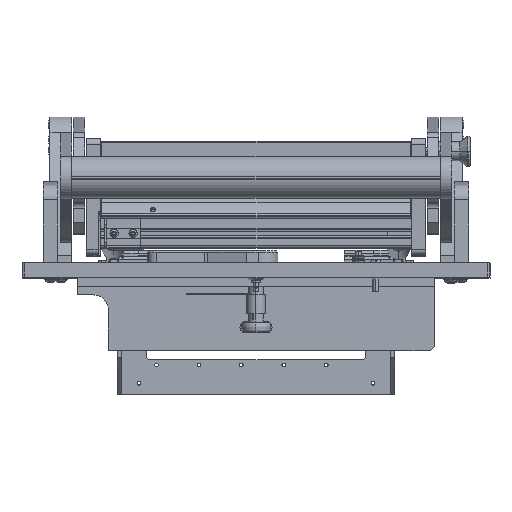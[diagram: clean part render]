
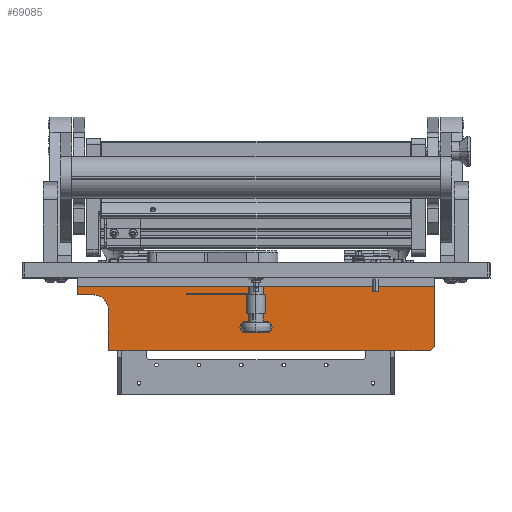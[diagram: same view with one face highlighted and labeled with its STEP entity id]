
A CAD part, top view. The second image highlights one B-rep face of the part: STEP entity #69085.
In plain terms, the highlighted face is planar.
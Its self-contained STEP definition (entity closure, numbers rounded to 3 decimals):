
#213 = LINE ( 'NONE', #55654, #57092 ) ;
#311 = ORIENTED_EDGE ( 'NONE', *, *, #654, .T. ) ;
#654 = EDGE_CURVE ( 'NONE', #29556, #24773, #61159, .T. ) ;
#1023 = LINE ( 'NONE', #19732, #6818 ) ;
#1157 = VECTOR ( 'NONE', #68302, 1000. ) ;
#2352 = ORIENTED_EDGE ( 'NONE', *, *, #30722, .T. ) ;
#4924 = CIRCLE ( 'NONE', #63072, 1.7 ) ;
#4950 = DIRECTION ( 'NONE',  ( 1., 0., 0. ) ) ;
#5121 = CIRCLE ( 'NONE', #15280, 1.7 ) ;
#5273 = DIRECTION ( 'NONE',  ( 1., 0., 0. ) ) ;
#6617 = EDGE_CURVE ( 'NONE', #29556, #60808, #27989, .T. ) ;
#6767 = ORIENTED_EDGE ( 'NONE', *, *, #18283, .T. ) ;
#6818 = VECTOR ( 'NONE', #56077, 1000. ) ;
#7015 = CARTESIAN_POINT ( 'NONE',  ( -6., -34., 7. ) ) ;
#7636 = DIRECTION ( 'NONE',  ( 0., 1., 0. ) ) ;
#8443 = EDGE_CURVE ( 'NONE', #37883, #63360, #38632, .T. ) ;
#8481 = CARTESIAN_POINT ( 'NONE',  ( -6., -22., -111. ) ) ;
#9172 = VECTOR ( 'NONE', #14046, 1000. ) ;
#11236 = PLANE ( 'NONE',  #63735 ) ;
#11321 = VERTEX_POINT ( 'NONE', #45264 ) ;
#12734 = VERTEX_POINT ( 'NONE', #60787 ) ;
#13147 = CARTESIAN_POINT ( 'NONE',  ( -6., -34., -8.7 ) ) ;
#13576 = EDGE_CURVE ( 'NONE', #38182, #71640, #4924, .T. ) ;
#13716 = VECTOR ( 'NONE', #40755, 1000. ) ;
#14046 = DIRECTION ( 'NONE',  ( 0., 0.707, 0.707 ) ) ;
#14145 = ORIENTED_EDGE ( 'NONE', *, *, #55352, .T. ) ;
#14232 = ORIENTED_EDGE ( 'NONE', *, *, #70056, .T. ) ;
#14418 = DIRECTION ( 'NONE',  ( 1., 0., 0. ) ) ;
#15280 = AXIS2_PLACEMENT_3D ( 'NONE', #36096, #4950, #34909 ) ;
#16851 = VERTEX_POINT ( 'NONE', #13147 ) ;
#17048 = EDGE_LOOP ( 'NONE', ( #60202, #68203, #59155, #14145, #70514, #311, #2352, #6767 ) ) ;
#18017 = DIRECTION ( 'NONE',  ( 0., 1., 0. ) ) ;
#18283 = EDGE_CURVE ( 'NONE', #50309, #72637, #52398, .T. ) ;
#19732 = CARTESIAN_POINT ( 'NONE',  ( -6., -50., 122. ) ) ;
#19845 = CARTESIAN_POINT ( 'NONE',  ( -6., -34., -7. ) ) ;
#20431 = VECTOR ( 'NONE', #76746, 1000. ) ;
#21232 = LINE ( 'NONE', #68729, #9172 ) ;
#21638 = ORIENTED_EDGE ( 'NONE', *, *, #68081, .T. ) ;
#24773 = VERTEX_POINT ( 'NONE', #61031 ) ;
#27989 = LINE ( 'NONE', #45953, #13716 ) ;
#28333 = ORIENTED_EDGE ( 'NONE', *, *, #13576, .T. ) ;
#29556 = VERTEX_POINT ( 'NONE', #52699 ) ;
#30288 = DIRECTION ( 'NONE',  ( 0., 1., 0. ) ) ;
#30722 = EDGE_CURVE ( 'NONE', #24773, #50309, #213, .T. ) ;
#30899 = CARTESIAN_POINT ( 'NONE',  ( -6., -47., 122. ) ) ;
#31213 = CARTESIAN_POINT ( 'NONE',  ( -6., -34., -7. ) ) ;
#31619 = ORIENTED_EDGE ( 'NONE', *, *, #60104, .T. ) ;
#31649 = CARTESIAN_POINT ( 'NONE',  ( -6., -6., 122. ) ) ;
#31982 = EDGE_LOOP ( 'NONE', ( #14232, #28333 ) ) ;
#34290 = AXIS2_PLACEMENT_3D ( 'NONE', #31213, #43544, #7636 ) ;
#34909 = DIRECTION ( 'NONE',  ( 0., 1., 0. ) ) ;
#35513 = CARTESIAN_POINT ( 'NONE',  ( -6., -34., 5.3 ) ) ;
#35651 = CARTESIAN_POINT ( 'NONE',  ( -6., -22., -101. ) ) ;
#36096 = CARTESIAN_POINT ( 'NONE',  ( -6., -34., 7. ) ) ;
#36824 = CIRCLE ( 'NONE', #34290, 1.7 ) ;
#37695 = DIRECTION ( 'NONE',  ( 0., -1., 0. ) ) ;
#37883 = VERTEX_POINT ( 'NONE', #35651 ) ;
#38182 = VERTEX_POINT ( 'NONE', #69486 ) ;
#38236 = DIRECTION ( 'NONE',  ( 1., 0., 0. ) ) ;
#38632 = LINE ( 'NONE', #56973, #57011 ) ;
#40755 = DIRECTION ( 'NONE',  ( 0., -1., 0. ) ) ;
#43544 = DIRECTION ( 'NONE',  ( 1., 0., 0. ) ) ;
#44877 = DIRECTION ( 'NONE',  ( 0., 1., 0. ) ) ;
#45264 = CARTESIAN_POINT ( 'NONE',  ( -6., -34., -5.3 ) ) ;
#45519 = CARTESIAN_POINT ( 'NONE',  ( -6., -12., -122. ) ) ;
#45557 = DIRECTION ( 'NONE',  ( 0., 1., 0. ) ) ;
#45953 = CARTESIAN_POINT ( 'NONE',  ( -6., -6., 122. ) ) ;
#47572 = CARTESIAN_POINT ( 'NONE',  ( -6., -12., 122. ) ) ;
#47959 = FACE_BOUND ( 'NONE', #31982, .T. ) ;
#48359 = FACE_BOUND ( 'NONE', #65341, .T. ) ;
#50309 = VERTEX_POINT ( 'NONE', #45519 ) ;
#52398 = LINE ( 'NONE', #47572, #20431 ) ;
#52699 = CARTESIAN_POINT ( 'NONE',  ( -6., -6., 122. ) ) ;
#52957 = CIRCLE ( 'NONE', #63147, 10. ) ;
#55352 = EDGE_CURVE ( 'NONE', #12734, #60808, #21232, .T. ) ;
#55654 = CARTESIAN_POINT ( 'NONE',  ( -6., -6., -122. ) ) ;
#55695 = DIRECTION ( 'NONE',  ( 1., 0., 0. ) ) ;
#56077 = DIRECTION ( 'NONE',  ( 0., 0., -1. ) ) ;
#56973 = CARTESIAN_POINT ( 'NONE',  ( -6., -6., -101. ) ) ;
#57011 = VECTOR ( 'NONE', #75731, 1000. ) ;
#57092 = VECTOR ( 'NONE', #37695, 1000. ) ;
#57432 = CARTESIAN_POINT ( 'NONE',  ( -6., -12., -111. ) ) ;
#59155 = ORIENTED_EDGE ( 'NONE', *, *, #73169, .F. ) ;
#60104 = EDGE_CURVE ( 'NONE', #16851, #11321, #65387, .T. ) ;
#60202 = ORIENTED_EDGE ( 'NONE', *, *, #74668, .T. ) ;
#60787 = CARTESIAN_POINT ( 'NONE',  ( -6., -50., 119. ) ) ;
#60808 = VERTEX_POINT ( 'NONE', #30899 ) ;
#61031 = CARTESIAN_POINT ( 'NONE',  ( -6., -6., -122. ) ) ;
#61159 = LINE ( 'NONE', #31649, #1157 ) ;
#61808 = CARTESIAN_POINT ( 'NONE',  ( -6., -50., -101. ) ) ;
#63072 = AXIS2_PLACEMENT_3D ( 'NONE', #7015, #55695, #44877 ) ;
#63147 = AXIS2_PLACEMENT_3D ( 'NONE', #8481, #14418, #45557 ) ;
#63360 = VERTEX_POINT ( 'NONE', #61808 ) ;
#63735 = AXIS2_PLACEMENT_3D ( 'NONE', #72287, #5273, #18017 ) ;
#65341 = EDGE_LOOP ( 'NONE', ( #31619, #21638 ) ) ;
#65387 = CIRCLE ( 'NONE', #70467, 1.7 ) ;
#67085 = FACE_OUTER_BOUND ( 'NONE', #17048, .T. ) ;
#68081 = EDGE_CURVE ( 'NONE', #11321, #16851, #36824, .T. ) ;
#68203 = ORIENTED_EDGE ( 'NONE', *, *, #8443, .T. ) ;
#68302 = DIRECTION ( 'NONE',  ( 0., 0., -1. ) ) ;
#68729 = CARTESIAN_POINT ( 'NONE',  ( -6., -47., 122. ) ) ;
#69085 = ADVANCED_FACE ( 'NONE', ( #47959, #48359, #67085 ), #11236, .F. ) ;
#69486 = CARTESIAN_POINT ( 'NONE',  ( -6., -34., 8.7 ) ) ;
#70056 = EDGE_CURVE ( 'NONE', #71640, #38182, #5121, .T. ) ;
#70467 = AXIS2_PLACEMENT_3D ( 'NONE', #19845, #38236, #30288 ) ;
#70514 = ORIENTED_EDGE ( 'NONE', *, *, #6617, .F. ) ;
#71640 = VERTEX_POINT ( 'NONE', #35513 ) ;
#72287 = CARTESIAN_POINT ( 'NONE',  ( -6., -6., 122. ) ) ;
#72637 = VERTEX_POINT ( 'NONE', #57432 ) ;
#73169 = EDGE_CURVE ( 'NONE', #12734, #63360, #1023, .T. ) ;
#74668 = EDGE_CURVE ( 'NONE', #72637, #37883, #52957, .T. ) ;
#75731 = DIRECTION ( 'NONE',  ( 0., -1., 0. ) ) ;
#76746 = DIRECTION ( 'NONE',  ( 0., 0., 1. ) ) ;
